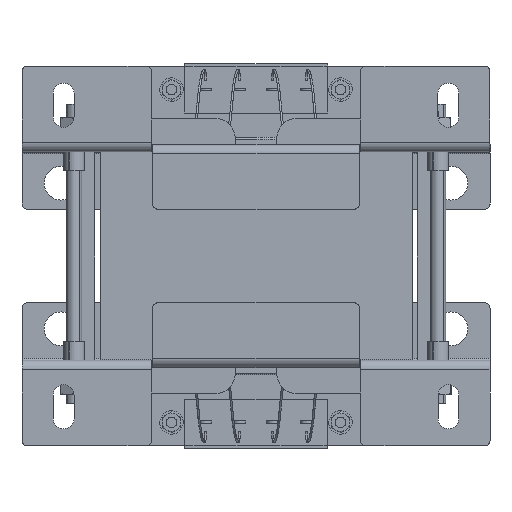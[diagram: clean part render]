
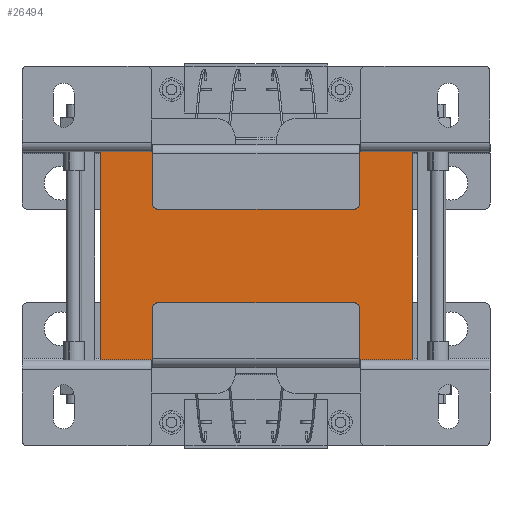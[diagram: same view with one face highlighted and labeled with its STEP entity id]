
A CAD part, front view. The second image highlights one B-rep face of the part: STEP entity #26494.
In plain terms, the highlighted planar face has unit normal (0, -1, 0).
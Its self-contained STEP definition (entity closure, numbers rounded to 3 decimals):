
#2883 = LINE ( 'NONE', #76493, #73564 ) ;
#8867 = ORIENTED_EDGE ( 'NONE', *, *, #34955, .T. ) ;
#12052 = CARTESIAN_POINT ( 'NONE',  ( 78.407, 25.875, 208.588 ) ) ;
#17470 = DIRECTION ( 'NONE',  ( 0., 0., 1. ) ) ;
#21082 = DIRECTION ( 'NONE',  ( 0., 0., -1. ) ) ;
#22654 = CARTESIAN_POINT ( 'NONE',  ( 78.407, 25.875, 208.588 ) ) ;
#26494 = ADVANCED_FACE ( 'NONE', ( #108018 ), #62180, .F. ) ;
#29511 = EDGE_CURVE ( 'NONE', #83888, #82576, #2883, .T. ) ;
#34955 = EDGE_CURVE ( 'NONE', #47233, #83888, #83807, .T. ) ;
#37392 = CARTESIAN_POINT ( 'NONE',  ( 78.407, 25.875, 208.588 ) ) ;
#45074 = CARTESIAN_POINT ( 'NONE',  ( -41.593, 25.875, 208.588 ) ) ;
#46932 = ORIENTED_EDGE ( 'NONE', *, *, #29511, .T. ) ;
#47233 = VERTEX_POINT ( 'NONE', #45074 ) ;
#55519 = ORIENTED_EDGE ( 'NONE', *, *, #111084, .F. ) ;
#57433 = VECTOR ( 'NONE', #65211, 1000. ) ;
#61333 = VECTOR ( 'NONE', #63904, 1000. ) ;
#61757 = VERTEX_POINT ( 'NONE', #22654 ) ;
#62180 = PLANE ( 'NONE',  #85536 ) ;
#63904 = DIRECTION ( 'NONE',  ( 0., 0., -1. ) ) ;
#65211 = DIRECTION ( 'NONE',  ( 1., 0., 0. ) ) ;
#67156 = VECTOR ( 'NONE', #21082, 1000. ) ;
#67972 = EDGE_LOOP ( 'NONE', ( #46932, #89989, #55519, #8867 ) ) ;
#71719 = EDGE_CURVE ( 'NONE', #61757, #82576, #95953, .T. ) ;
#73564 = VECTOR ( 'NONE', #77680, 1000. ) ;
#76493 = CARTESIAN_POINT ( 'NONE',  ( 78.407, 25.875, 128.588 ) ) ;
#77680 = DIRECTION ( 'NONE',  ( 1., 0., 0. ) ) ;
#82576 = VERTEX_POINT ( 'NONE', #89081 ) ;
#83807 = LINE ( 'NONE', #93472, #61333 ) ;
#83888 = VERTEX_POINT ( 'NONE', #100125 ) ;
#85536 = AXIS2_PLACEMENT_3D ( 'NONE', #109209, #89965, #17470 ) ;
#89081 = CARTESIAN_POINT ( 'NONE',  ( 78.407, 25.875, 128.588 ) ) ;
#89965 = DIRECTION ( 'NONE',  ( 0., 1., 0. ) ) ;
#89989 = ORIENTED_EDGE ( 'NONE', *, *, #71719, .F. ) ;
#93472 = CARTESIAN_POINT ( 'NONE',  ( -41.593, 25.875, 208.588 ) ) ;
#95953 = LINE ( 'NONE', #12052, #67156 ) ;
#100125 = CARTESIAN_POINT ( 'NONE',  ( -41.593, 25.875, 128.588 ) ) ;
#102618 = LINE ( 'NONE', #37392, #57433 ) ;
#108018 = FACE_OUTER_BOUND ( 'NONE', #67972, .T. ) ;
#109209 = CARTESIAN_POINT ( 'NONE',  ( 78.407, 25.875, 208.588 ) ) ;
#111084 = EDGE_CURVE ( 'NONE', #47233, #61757, #102618, .T. ) ;
